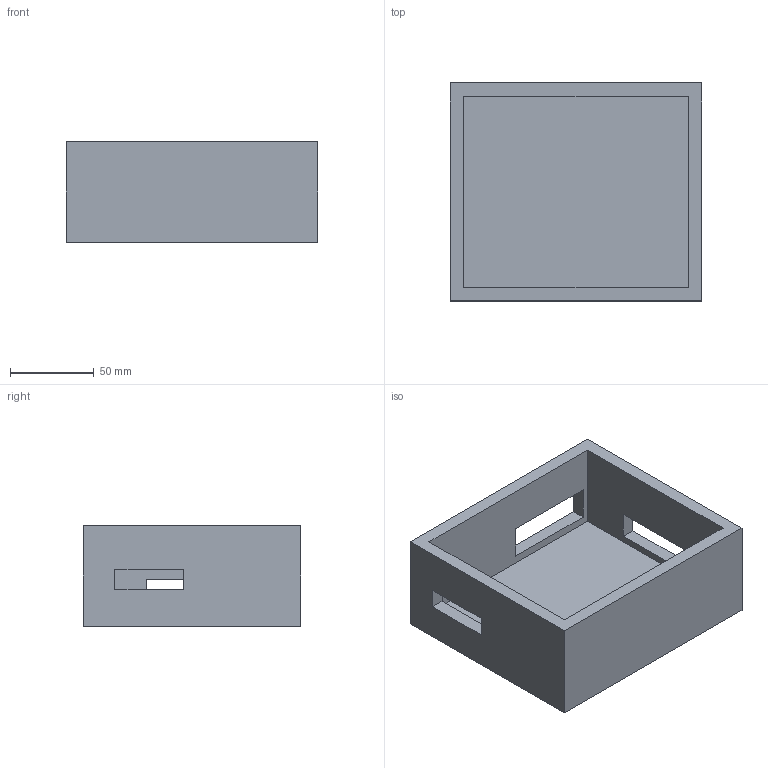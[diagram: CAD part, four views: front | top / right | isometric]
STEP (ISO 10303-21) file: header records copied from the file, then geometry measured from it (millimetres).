
FILE_DESCRIPTION(/* description */ (''),/* implementation_level */ '2;1');
FILE_NAME(/* name */ '허브몸~1',/* time_stamp */ '2021-02-04T02:30:00+09:00',/* author */ (''),/* organization */ (''),/* preprocessor_version */ 'ST-DEVELOPER v16.5',/* originating_system */ '',/* authorisation */ '');
FILE_SCHEMA (('AUTOMOTIVE_DESIGN'));
Length unit declared in the file: millimetre
Products named in the file (1): Document
Bounding box: 150 x 130 x 60 mm (x, y, z)
Volume: 345257 mm3; surface area: 98407.7 mm2
Topology: 1 solids, 1 shells, 35 faces, 84 edges, 56 vertices
Faces by surface type: plane 27, bspline 8
Entity records: 1462 total; most frequent: CARTESIAN_POINT 829, ORIENTED_EDGE 168, EDGE_CURVE 84, B_SPLINE_CURVE_WITH_KNOTS 84, VERTEX_POINT 56, EDGE_LOOP 46, ADVANCED_FACE 35, FACE_OUTER_BOUND 35
